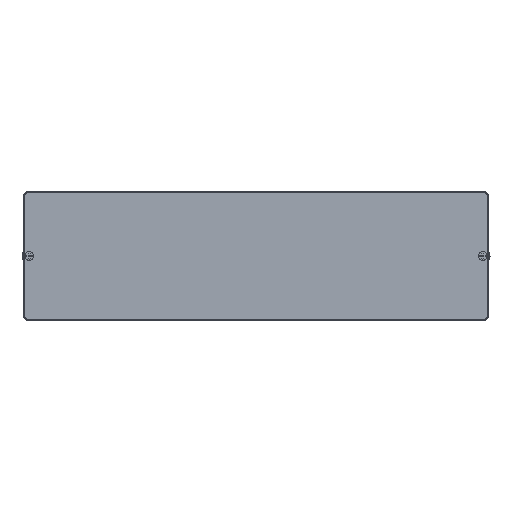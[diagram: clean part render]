
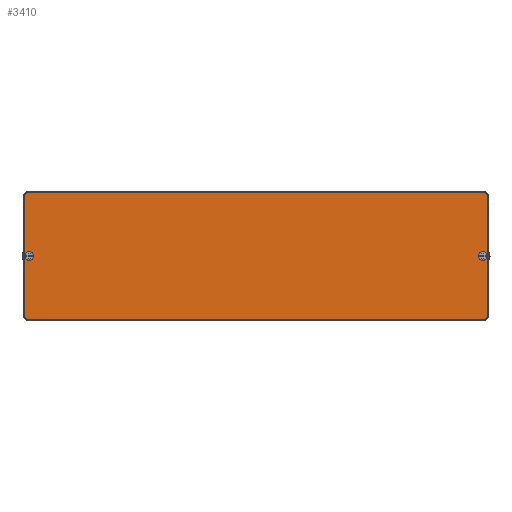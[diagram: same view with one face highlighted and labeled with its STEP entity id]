
A CAD part, top view. The second image highlights one B-rep face of the part: STEP entity #3410.
In plain terms, the highlighted planar face has unit normal (0, 0, 1).
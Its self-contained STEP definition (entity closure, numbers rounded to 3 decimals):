
#2=CARTESIAN_POINT('',(125.5,-167.,10.));
#3=DIRECTION('',(0.,0.,1.));
#4=DIRECTION('',(0.,-1.,0.));
#5=AXIS2_PLACEMENT_3D('',#2,#3,#4);
#7=CARTESIAN_POINT('',(-578.5,-167.,10.));
#8=DIRECTION('',(0.,0.,1.));
#9=DIRECTION('',(-1.,0.,0.));
#10=AXIS2_PLACEMENT_3D('',#7,#8,#9);
#12=CARTESIAN_POINT('',(-578.5,18.,10.));
#13=DIRECTION('',(0.,0.,1.));
#14=DIRECTION('',(0.,1.,0.));
#15=AXIS2_PLACEMENT_3D('',#12,#13,#14);
#17=CARTESIAN_POINT('',(125.5,18.,10.));
#18=DIRECTION('',(0.,0.,1.));
#19=DIRECTION('',(1.,0.,0.));
#20=AXIS2_PLACEMENT_3D('',#17,#18,#19);
#22=CARTESIAN_POINT('',(124.,-74.5,10.));
#23=DIRECTION('',(0.,0.,1.));
#24=DIRECTION('',(-0.479,0.878,0.));
#25=AXIS2_PLACEMENT_3D('',#22,#23,#24);
#27=CARTESIAN_POINT('',(124.,-74.5,10.));
#28=DIRECTION('',(0.,0.,-1.));
#29=DIRECTION('',(-0.479,0.878,0.));
#30=AXIS2_PLACEMENT_3D('',#27,#28,#29);
#32=CARTESIAN_POINT('',(-577.,-74.5,10.));
#33=DIRECTION('',(0.,0.,-1.));
#34=DIRECTION('',(0.479,0.878,0.));
#35=AXIS2_PLACEMENT_3D('',#32,#33,#34);
#37=CARTESIAN_POINT('',(-577.,-74.5,10.));
#38=DIRECTION('',(0.,0.,-1.));
#39=DIRECTION('',(-0.479,-0.878,0.));
#40=AXIS2_PLACEMENT_3D('',#37,#38,#39);
#42=DIRECTION('',(0.,-1.,0.));
#43=VECTOR('',#42,185.);
#44=CARTESIAN_POINT('',(130.838,18.,10.));
#45=LINE('',#44,#43);
#65=DIRECTION('',(-1.,0.,0.));
#66=VECTOR('',#65,704.);
#67=CARTESIAN_POINT('',(125.5,-172.338,10.));
#68=LINE('',#67,#66);
#88=DIRECTION('',(0.,1.,0.));
#89=VECTOR('',#88,185.);
#90=CARTESIAN_POINT('',(-583.838,-167.,10.));
#91=LINE('',#90,#89);
#111=DIRECTION('',(1.,0.,0.));
#112=VECTOR('',#111,704.);
#113=CARTESIAN_POINT('',(-578.5,23.338,10.));
#114=LINE('',#113,#112);
#2699=CARTESIAN_POINT('',(127.265,-80.477,10.));
#2701=VERTEX_POINT('',#2699);
#2703=CARTESIAN_POINT('',(120.735,-68.523,10.));
#2705=VERTEX_POINT('',#2703);
#2707=CARTESIAN_POINT('',(-573.735,-68.523,10.));
#2708=VERTEX_POINT('',#2707);
#2709=CARTESIAN_POINT('',(-580.265,-80.477,10.));
#2710=VERTEX_POINT('',#2709);
#2919=CARTESIAN_POINT('',(130.838,18.,10.));
#2920=CARTESIAN_POINT('',(130.838,-167.,10.));
#2921=VERTEX_POINT('',#2919);
#2922=VERTEX_POINT('',#2920);
#2923=CARTESIAN_POINT('',(125.5,23.338,10.));
#2924=VERTEX_POINT('',#2923);
#2925=CARTESIAN_POINT('',(-578.5,23.338,10.));
#2926=VERTEX_POINT('',#2925);
#2927=CARTESIAN_POINT('',(-583.838,18.,10.));
#2928=VERTEX_POINT('',#2927);
#2929=CARTESIAN_POINT('',(-583.838,-167.,10.));
#2930=VERTEX_POINT('',#2929);
#2931=CARTESIAN_POINT('',(-578.5,-172.338,10.));
#2932=VERTEX_POINT('',#2931);
#2933=CARTESIAN_POINT('',(125.5,-172.338,10.));
#2934=VERTEX_POINT('',#2933);
#3375=CARTESIAN_POINT('',(0.,-174.,10.));
#3376=DIRECTION('',(0.,0.,-1.));
#3377=DIRECTION('',(0.,1.,0.));
#3378=AXIS2_PLACEMENT_3D('',#3375,#3376,#3377);
#3379=PLANE('',#3378);
#3381=ORIENTED_EDGE('',*,*,#3380,.T.);
#3383=ORIENTED_EDGE('',*,*,#3382,.F.);
#3385=ORIENTED_EDGE('',*,*,#3384,.T.);
#3387=ORIENTED_EDGE('',*,*,#3386,.F.);
#3389=ORIENTED_EDGE('',*,*,#3388,.T.);
#3391=ORIENTED_EDGE('',*,*,#3390,.F.);
#3393=ORIENTED_EDGE('',*,*,#3392,.T.);
#3395=ORIENTED_EDGE('',*,*,#3394,.F.);
#3396=EDGE_LOOP('',(#3381,#3383,#3385,#3387,#3389,#3391,#3393,#3395));
#3397=FACE_OUTER_BOUND('',#3396,.F.);
#3399=ORIENTED_EDGE('',*,*,#3398,.T.);
#3401=ORIENTED_EDGE('',*,*,#3400,.F.);
#3402=EDGE_LOOP('',(#3399,#3401));
#3403=FACE_BOUND('',#3402,.F.);
#3405=ORIENTED_EDGE('',*,*,#3404,.F.);
#3407=ORIENTED_EDGE('',*,*,#3406,.F.);
#3408=EDGE_LOOP('',(#3405,#3407));
#3409=FACE_BOUND('',#3408,.F.);
#3410=ADVANCED_FACE('',(#3397,#3403,#3409),#3379,.F.);
#6=CIRCLE('',#5,5.338);
#11=CIRCLE('',#10,5.338);
#16=CIRCLE('',#15,5.338);
#21=CIRCLE('',#20,5.338);
#26=CIRCLE('',#25,6.811);
#31=CIRCLE('',#30,6.811);
#36=CIRCLE('',#35,6.811);
#41=CIRCLE('',#40,6.811);
#3380=EDGE_CURVE('',#2921,#2922,#45,.T.);
#3382=EDGE_CURVE('',#2934,#2922,#6,.T.);
#3384=EDGE_CURVE('',#2934,#2932,#68,.T.);
#3386=EDGE_CURVE('',#2930,#2932,#11,.T.);
#3388=EDGE_CURVE('',#2930,#2928,#91,.T.);
#3390=EDGE_CURVE('',#2926,#2928,#16,.T.);
#3392=EDGE_CURVE('',#2926,#2924,#114,.T.);
#3394=EDGE_CURVE('',#2921,#2924,#21,.T.);
#3398=EDGE_CURVE('',#2705,#2701,#26,.T.);
#3400=EDGE_CURVE('',#2705,#2701,#31,.T.);
#3404=EDGE_CURVE('',#2708,#2710,#36,.T.);
#3406=EDGE_CURVE('',#2710,#2708,#41,.T.);
